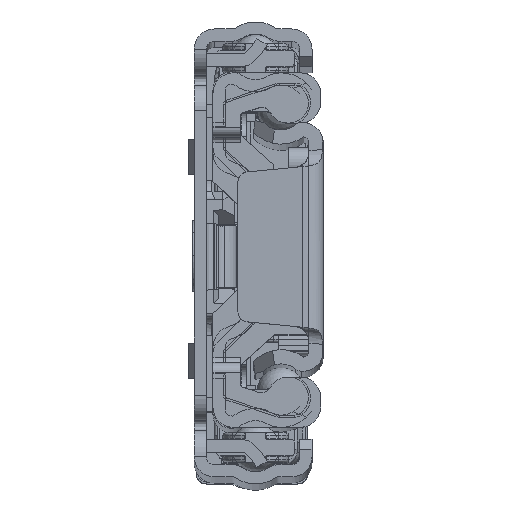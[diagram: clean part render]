
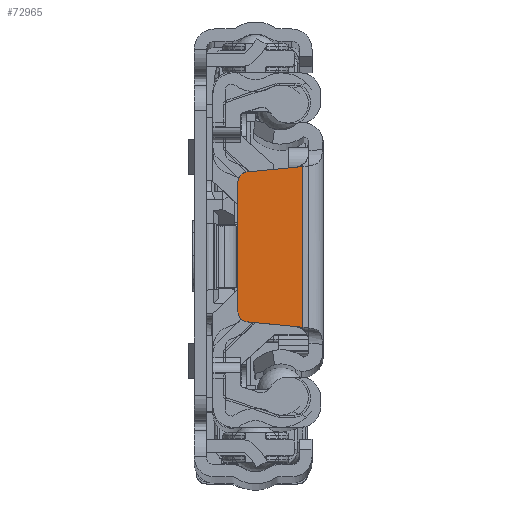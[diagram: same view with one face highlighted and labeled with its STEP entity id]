
A CAD part, top view. The second image highlights one B-rep face of the part: STEP entity #72965.
In plain terms, the highlighted face is planar.
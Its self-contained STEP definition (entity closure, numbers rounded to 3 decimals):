
#288 = VECTOR ( 'NONE', #51681, 1000. ) ;
#4206 = DIRECTION ( 'NONE',  ( 1., 0., 0. ) ) ;
#4973 = DIRECTION ( 'NONE',  ( 1., 0., 0. ) ) ;
#6679 = DIRECTION ( 'NONE',  ( 0., 0., -1. ) ) ;
#7450 = VERTEX_POINT ( 'NONE', #36922 ) ;
#9261 = EDGE_LOOP ( 'NONE', ( #15525, #65255, #38853, #15659, #44882, #29899, #67085, #25840 ) ) ;
#9873 = CARTESIAN_POINT ( 'NONE',  ( -8.4, -7.3, 0. ) ) ;
#11485 = VECTOR ( 'NONE', #72982, 1000. ) ;
#11699 = CARTESIAN_POINT ( 'NONE',  ( -2., 7.91, 0. ) ) ;
#15525 = ORIENTED_EDGE ( 'NONE', *, *, #77231, .F. ) ;
#15659 = ORIENTED_EDGE ( 'NONE', *, *, #21892, .T. ) ;
#15723 = VERTEX_POINT ( 'NONE', #29878 ) ;
#15740 = CARTESIAN_POINT ( 'NONE',  ( -7.495, 7.386, 0. ) ) ;
#17462 = LINE ( 'NONE', #23204, #25042 ) ;
#18639 = DIRECTION ( 'NONE',  ( -0.995, 0.095, 0. ) ) ;
#20172 = CARTESIAN_POINT ( 'NONE',  ( -2., -13.87, 0. ) ) ;
#21210 = LINE ( 'NONE', #57292, #288 ) ;
#21892 = EDGE_CURVE ( 'NONE', #67633, #62455, #22513, .T. ) ;
#22513 = CIRCLE ( 'NONE', #29079, 1. ) ;
#23204 = CARTESIAN_POINT ( 'NONE',  ( -8.4, 8.1, 0. ) ) ;
#24718 = CARTESIAN_POINT ( 'NONE',  ( -2., -7.91, 0. ) ) ;
#24734 = DIRECTION ( 'NONE',  ( -0.995, -0.095, 0. ) ) ;
#25042 = VECTOR ( 'NONE', #59708, 1000. ) ;
#25840 = ORIENTED_EDGE ( 'NONE', *, *, #74269, .T. ) ;
#29079 = AXIS2_PLACEMENT_3D ( 'NONE', #52098, #58492, #4206 ) ;
#29878 = CARTESIAN_POINT ( 'NONE',  ( -2.758, -7.837, 0. ) ) ;
#29899 = ORIENTED_EDGE ( 'NONE', *, *, #42234, .F. ) ;
#30056 = VERTEX_POINT ( 'NONE', #67793 ) ;
#30977 = VERTEX_POINT ( 'NONE', #11699 ) ;
#31651 = CARTESIAN_POINT ( 'NONE',  ( -8.4, 7.3, 0. ) ) ;
#31899 = CARTESIAN_POINT ( 'NONE',  ( -8.4, -6.391, 0. ) ) ;
#34865 = LINE ( 'NONE', #24718, #45384 ) ;
#36319 = DIRECTION ( 'NONE',  ( 0., 0., 1. ) ) ;
#36922 = CARTESIAN_POINT ( 'NONE',  ( -2.758, 7.837, 0. ) ) ;
#38785 = DIRECTION ( 'NONE',  ( 0., -1., 0. ) ) ;
#38853 = ORIENTED_EDGE ( 'NONE', *, *, #66476, .T. ) ;
#39812 = AXIS2_PLACEMENT_3D ( 'NONE', #76154, #6679, #49236 ) ;
#42234 = EDGE_CURVE ( 'NONE', #30977, #7450, #21210, .T. ) ;
#44882 = ORIENTED_EDGE ( 'NONE', *, *, #60332, .F. ) ;
#45384 = VECTOR ( 'NONE', #18639, 1000. ) ;
#46307 = LINE ( 'NONE', #20172, #47236 ) ;
#47236 = VECTOR ( 'NONE', #38785, 1000. ) ;
#47310 = CARTESIAN_POINT ( 'NONE',  ( -8.4, 6.391, 0. ) ) ;
#47347 = FACE_OUTER_BOUND ( 'NONE', #9261, .T. ) ;
#49236 = DIRECTION ( 'NONE',  ( 1., 0., 0. ) ) ;
#51681 = DIRECTION ( 'NONE',  ( -0.995, -0.095, 0. ) ) ;
#52098 = CARTESIAN_POINT ( 'NONE',  ( -7.4, 6.391, 0. ) ) ;
#52696 = CARTESIAN_POINT ( 'NONE',  ( -7.495, -7.386, 0. ) ) ;
#54633 = VERTEX_POINT ( 'NONE', #52696 ) ;
#57292 = CARTESIAN_POINT ( 'NONE',  ( -2., 7.91, 0. ) ) ;
#58492 = DIRECTION ( 'NONE',  ( 0., 0., -1. ) ) ;
#59708 = DIRECTION ( 'NONE',  ( 0., 1., 0. ) ) ;
#60332 = EDGE_CURVE ( 'NONE', #7450, #62455, #76880, .T. ) ;
#60416 = VERTEX_POINT ( 'NONE', #31899 ) ;
#62455 = VERTEX_POINT ( 'NONE', #15740 ) ;
#64799 = EDGE_CURVE ( 'NONE', #30977, #30056, #46307, .T. ) ;
#65255 = ORIENTED_EDGE ( 'NONE', *, *, #78588, .T. ) ;
#65795 = AXIS2_PLACEMENT_3D ( 'NONE', #65915, #36319, #4973 ) ;
#65915 = CARTESIAN_POINT ( 'NONE',  ( -4.143, -13.87, 0. ) ) ;
#66476 = EDGE_CURVE ( 'NONE', #60416, #67633, #17462, .T. ) ;
#67085 = ORIENTED_EDGE ( 'NONE', *, *, #64799, .T. ) ;
#67633 = VERTEX_POINT ( 'NONE', #47310 ) ;
#67793 = CARTESIAN_POINT ( 'NONE',  ( -2., -7.91, 0. ) ) ;
#68350 = VECTOR ( 'NONE', #24734, 1000. ) ;
#68412 = CIRCLE ( 'NONE', #39812, 1. ) ;
#72486 = LINE ( 'NONE', #9873, #11485 ) ;
#72851 = PLANE ( 'NONE',  #65795 ) ;
#72965 = ADVANCED_FACE ( 'NONE', ( #47347 ), #72851, .F. ) ;
#72982 = DIRECTION ( 'NONE',  ( 0.995, -0.095, 0. ) ) ;
#74269 = EDGE_CURVE ( 'NONE', #30056, #15723, #34865, .T. ) ;
#76154 = CARTESIAN_POINT ( 'NONE',  ( -7.4, -6.391, 0. ) ) ;
#76880 = LINE ( 'NONE', #31651, #68350 ) ;
#77231 = EDGE_CURVE ( 'NONE', #54633, #15723, #72486, .T. ) ;
#78588 = EDGE_CURVE ( 'NONE', #54633, #60416, #68412, .T. ) ;
